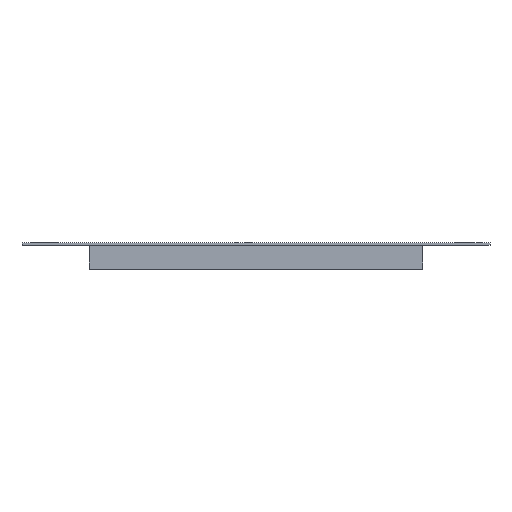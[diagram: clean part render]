
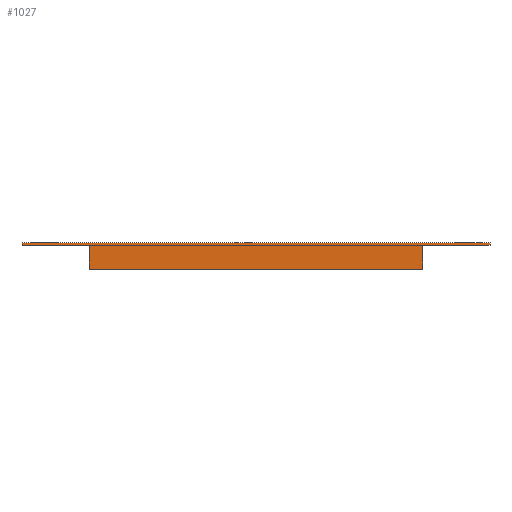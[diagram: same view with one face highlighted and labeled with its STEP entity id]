
A CAD part, front view. The second image highlights one B-rep face of the part: STEP entity #1027.
In plain terms, the highlighted planar face has unit normal (0, -1, 0).
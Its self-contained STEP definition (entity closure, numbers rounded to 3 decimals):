
#23 = AXIS2_PLACEMENT_3D ( 'NONE', #158, #150, #147 ) ;
#38 = VECTOR ( 'NONE', #385, 1000. ) ;
#48 = DIRECTION ( 'NONE',  ( -1., 0., 0. ) ) ;
#49 = CARTESIAN_POINT ( 'NONE',  ( 94.5, -250., -13.5 ) ) ;
#55 = VERTEX_POINT ( 'NONE', #416 ) ;
#71 = CARTESIAN_POINT ( 'NONE',  ( 132.5, -250., 1.5 ) ) ;
#73 = CARTESIAN_POINT ( 'NONE',  ( 94.5, -250., -13.5 ) ) ;
#114 = CARTESIAN_POINT ( 'NONE',  ( 132.5, -250., 0. ) ) ;
#115 = VECTOR ( 'NONE', #523, 1000. ) ;
#147 = DIRECTION ( 'NONE',  ( -1., 0., 0. ) ) ;
#148 = ORIENTED_EDGE ( 'NONE', *, *, #846, .T. ) ;
#150 = DIRECTION ( 'NONE',  ( 0., 1., 0. ) ) ;
#158 = CARTESIAN_POINT ( 'NONE',  ( -132.5, -250., 1.5 ) ) ;
#160 = PLANE ( 'NONE',  #23 ) ;
#163 = ORIENTED_EDGE ( 'NONE', *, *, #802, .F. ) ;
#165 = ORIENTED_EDGE ( 'NONE', *, *, #395, .F. ) ;
#167 = ORIENTED_EDGE ( 'NONE', *, *, #942, .T. ) ;
#168 = ORIENTED_EDGE ( 'NONE', *, *, #712, .T. ) ;
#171 = ORIENTED_EDGE ( 'NONE', *, *, #948, .F. ) ;
#178 = ORIENTED_EDGE ( 'NONE', *, *, #709, .F. ) ;
#205 = LINE ( 'NONE', #49, #875 ) ;
#209 = LINE ( 'NONE', #532, #115 ) ;
#219 = VERTEX_POINT ( 'NONE', #261 ) ;
#229 = ORIENTED_EDGE ( 'NONE', *, *, #930, .T. ) ;
#261 = CARTESIAN_POINT ( 'NONE',  ( -132.5, -250., 1.5 ) ) ;
#313 = CARTESIAN_POINT ( 'NONE',  ( -94.5, -250., 0. ) ) ;
#319 = CARTESIAN_POINT ( 'NONE',  ( 94.5, -250., 0. ) ) ;
#335 = DIRECTION ( 'NONE',  ( 0., 0., -1. ) ) ;
#336 = DIRECTION ( 'NONE',  ( 0., 0., 1. ) ) ;
#344 = CARTESIAN_POINT ( 'NONE',  ( 94.5, -250., -13.5 ) ) ;
#347 = CARTESIAN_POINT ( 'NONE',  ( 132.5, -250., 1.5 ) ) ;
#364 = CARTESIAN_POINT ( 'NONE',  ( -132.5, -250., 1.5 ) ) ;
#385 = DIRECTION ( 'NONE',  ( 0., 0., -1. ) ) ;
#395 = EDGE_CURVE ( 'NONE', #1058, #892, #205, .T. ) ;
#415 = CARTESIAN_POINT ( 'NONE',  ( -94.5, -250., -13.5 ) ) ;
#416 = CARTESIAN_POINT ( 'NONE',  ( -132.5, -250., 0. ) ) ;
#468 = DIRECTION ( 'NONE',  ( 1., 0., 0. ) ) ;
#471 = CARTESIAN_POINT ( 'NONE',  ( -132.5, -250., 0. ) ) ;
#523 = DIRECTION ( 'NONE',  ( 0., 0., 1. ) ) ;
#532 = CARTESIAN_POINT ( 'NONE',  ( -94.5, -250., -13.5 ) ) ;
#548 = VECTOR ( 'NONE', #656, 1000. ) ;
#579 = LINE ( 'NONE', #671, #548 ) ;
#631 = VECTOR ( 'NONE', #677, 1000. ) ;
#656 = DIRECTION ( 'NONE',  ( 1., 0., 0. ) ) ;
#663 = LINE ( 'NONE', #673, #631 ) ;
#671 = CARTESIAN_POINT ( 'NONE',  ( -132.5, -250., 0. ) ) ;
#673 = CARTESIAN_POINT ( 'NONE',  ( -132.5, -250., 1.5 ) ) ;
#677 = DIRECTION ( 'NONE',  ( 1., 0., 0. ) ) ;
#689 = LINE ( 'NONE', #364, #38 ) ;
#709 = EDGE_CURVE ( 'NONE', #219, #1060, #663, .T. ) ;
#712 = EDGE_CURVE ( 'NONE', #955, #1038, #579, .T. ) ;
#768 = VECTOR ( 'NONE', #468, 1000. ) ;
#802 = EDGE_CURVE ( 'NONE', #892, #988, #209, .T. ) ;
#816 = EDGE_LOOP ( 'NONE', ( #148, #163, #165, #167, #168, #171, #178, #229 ) ) ;
#824 = LINE ( 'NONE', #471, #768 ) ;
#826 = VECTOR ( 'NONE', #335, 1000. ) ;
#846 = EDGE_CURVE ( 'NONE', #55, #988, #824, .T. ) ;
#857 = LINE ( 'NONE', #347, #826 ) ;
#875 = VECTOR ( 'NONE', #48, 1000. ) ;
#892 = VERTEX_POINT ( 'NONE', #415 ) ;
#911 = VECTOR ( 'NONE', #336, 1000. ) ;
#930 = EDGE_CURVE ( 'NONE', #219, #55, #689, .T. ) ;
#942 = EDGE_CURVE ( 'NONE', #1058, #955, #1160, .T. ) ;
#948 = EDGE_CURVE ( 'NONE', #1060, #1038, #857, .T. ) ;
#955 = VERTEX_POINT ( 'NONE', #319 ) ;
#988 = VERTEX_POINT ( 'NONE', #313 ) ;
#1027 = ADVANCED_FACE ( 'NONE', ( #1144 ), #160, .F. ) ;
#1038 = VERTEX_POINT ( 'NONE', #114 ) ;
#1058 = VERTEX_POINT ( 'NONE', #73 ) ;
#1060 = VERTEX_POINT ( 'NONE', #71 ) ;
#1144 = FACE_OUTER_BOUND ( 'NONE', #816, .T. ) ;
#1160 = LINE ( 'NONE', #344, #911 ) ;
